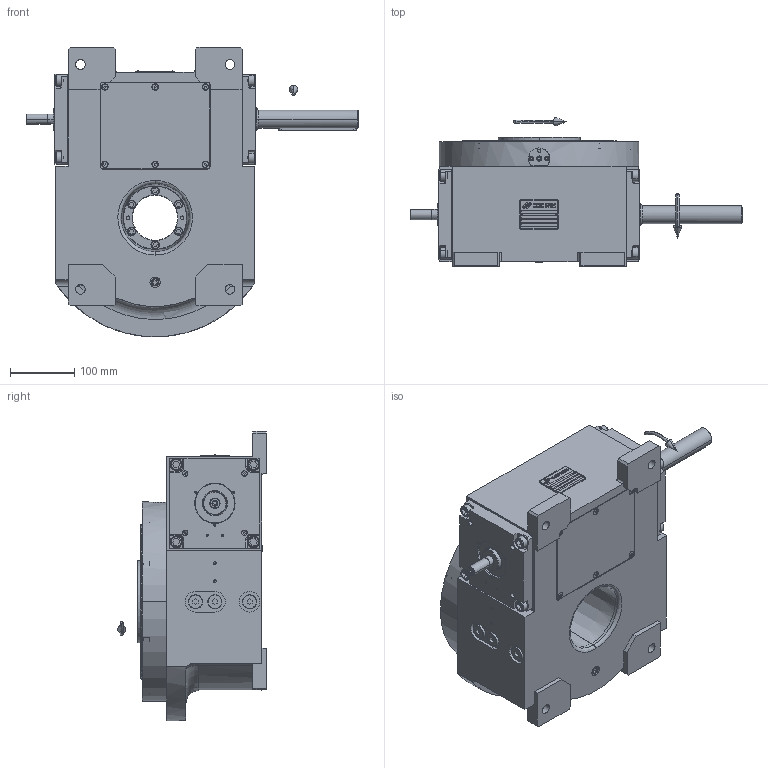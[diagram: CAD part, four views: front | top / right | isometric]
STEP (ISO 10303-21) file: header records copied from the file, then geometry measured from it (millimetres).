
FILE_DESCRIPTION (( 'STEP AP203' ), '1' );
FILE_NAME ('PC5200419.step', '2024-07-05T15:25:21', ( '' ), ( '' ), 'SwSTEP 2.0', 'SolidWorks 2020', '' );
FILE_SCHEMA (( 'CONFIG_CONTROL_DESIGN' ));
Length unit declared in the file: millimetre
Products named in the file (83): cfn2276_01_056; cfn2205_01_015; olio_agip_blasia_150; cfn2155_01_095; cfn2070_05_009; cfn2000_01_099; rig09_016; cfn2003_01_054; cfn2000_01_126; rig09_071_12_m.stp; cfn2000_01_081; CFN2223_02_004.stp; CFN2203_02_002.stp; AS_rig09_002_s_003; AS_rig09_004; cfn2476_01_002_60x46; rig09_002_s_003; CFN2104_02_018.stp; RIG09_005_ASM.stp; 900_38_30_003; CFN2356_03_053.stp; cfn2115_02_057; freccia_angolare_albero; CFN2000_01_185.stp; rig09_003_12; cfn2107_01_001; AS_rig09_017; CFN2010_02_002.stp; cfn2077_01_036; rig09_001_a_s_011; rig09_004; cfn2000_01_161; CFN2223_02_003.stp; PC5200419; AS_cfn2476_01_002_60x46; cfn2151_01_115; AS_900_38_30_003; cfn2151_01_170; freccia_angolare; RIG09_005_AF0.stp ...
Assembly tree (71 placements, depth 5):
  cfn2276_01_056
  cfn2205_01_015
  olio_agip_blasia_150
  CFN2223_02_004.stp
  CFN2203_02_002.stp
Bounding box: 515.5 x 231 x 450 mm (x, y, z)
Volume: 4831221.7 mm3; surface area: 1241654.3 mm2
Topology: 62 solids, 62 shells, 2008 faces, 4944 edges, 3164 vertices
Faces by surface type: plane 1028, cylinder 633, cone 312, torus 29, sphere 4, bspline 2
Entity records: 69568 total; most frequent: CARTESIAN_POINT 13773, DIRECTION 9991, ORIENTED_EDGE 9548, EDGE_CURVE 4774, AXIS2_PLACEMENT_3D 3435, VECTOR 3121, LINE 3121, VERTEX_POINT 3103
